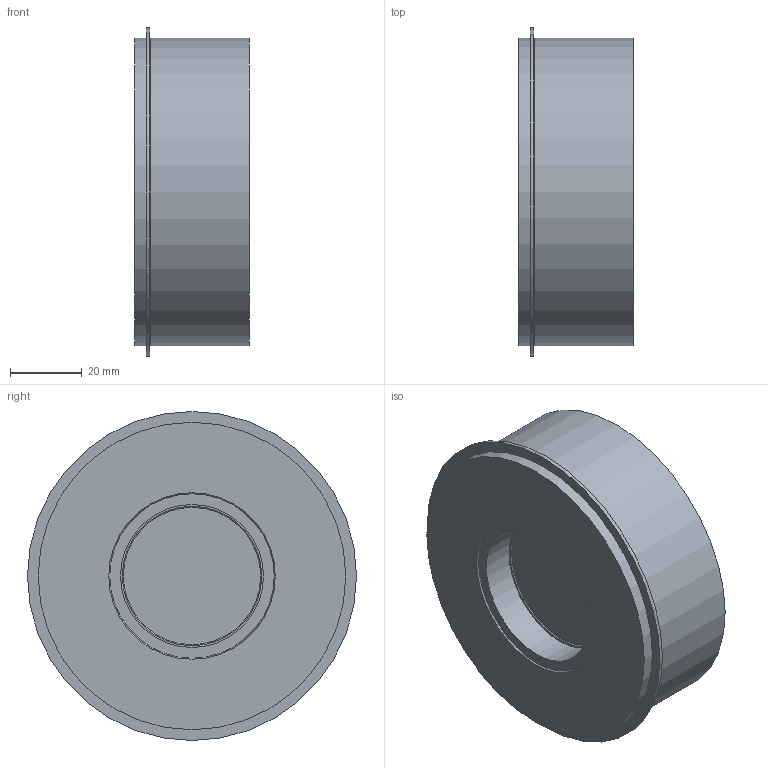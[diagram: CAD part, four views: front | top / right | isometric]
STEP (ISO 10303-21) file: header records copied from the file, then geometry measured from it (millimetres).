
FILE_DESCRIPTION((''),'2;1');
FILE_NAME('98200017.stp','2008-04-07T11:51:09',('frese'),(''),'Autodesk Inventor 2008','Autodesk Inventor 2008','');
FILE_SCHEMA(('AUTOMOTIVE_DESIGN { 1 0 10303 214 1 1 1 1 }'));
Length unit declared in the file: millimetre
Products named in the file (1): 98200017
Bounding box: 32 x 92 x 92 mm (x, y, z)
Volume: 127568.3 mm3; surface area: 30794.3 mm2
Topology: 1 solids, 1 shells, 75 faces, 175 edges, 115 vertices
Faces by surface type: plane 49, cylinder 22, cone 4
Full cylindrical faces by diameter (mm): 3.9 x3, 4.3 x3, 6 x3, 40 x1, 46.5 x1, 56.5 x1, 84.5 x1, 86 x2, 92 x1
Entity records: 2166 total; most frequent: DIRECTION 378, CARTESIAN_POINT 341, ORIENTED_EDGE 310, EDGE_CURVE 155, AXIS2_PLACEMENT_3D 147, EDGE_LOOP 112, VERTEX_POINT 110, VECTOR 84
